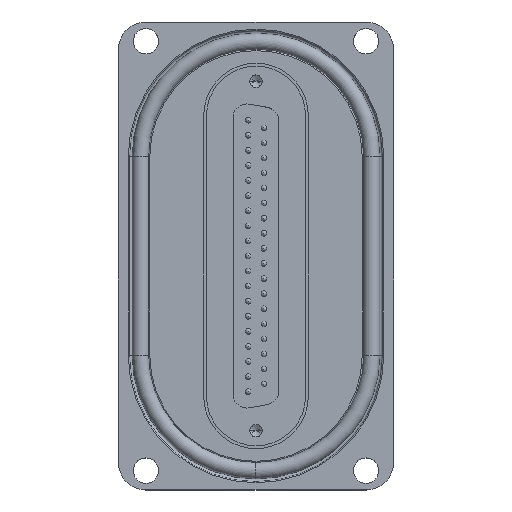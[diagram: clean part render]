
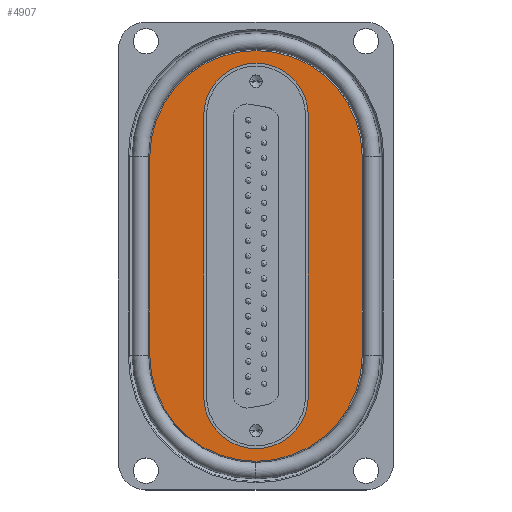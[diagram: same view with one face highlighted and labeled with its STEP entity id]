
A CAD part, top view. The second image highlights one B-rep face of the part: STEP entity #4907.
In plain terms, the highlighted planar face has unit normal (0, 0, 1).
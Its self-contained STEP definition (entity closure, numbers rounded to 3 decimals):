
#4 = CARTESIAN_POINT ( 'NONE',  ( 9.5, 25.5, 10. ) ) ;
#87 = DIRECTION ( 'NONE',  ( 0., 0., 1. ) ) ;
#157 = EDGE_CURVE ( 'NONE', #13551, #3850, #5941, .T. ) ;
#863 = EDGE_CURVE ( 'NONE', #5543, #3897, #7111, .T. ) ;
#1041 = ORIENTED_EDGE ( 'NONE', *, *, #6841, .F. ) ;
#1122 = DIRECTION ( 'NONE',  ( 0., 0., 1. ) ) ;
#1368 = DIRECTION ( 'NONE',  ( 0., 0., 1. ) ) ;
#1479 = CIRCLE ( 'NONE', #4908, 9.5 ) ;
#2328 = EDGE_CURVE ( 'NONE', #14028, #5543, #6608, .T. ) ;
#2373 = VERTEX_POINT ( 'NONE', #6461 ) ;
#2778 = CARTESIAN_POINT ( 'NONE',  ( 19.3, 18., 10. ) ) ;
#2902 = LINE ( 'NONE', #4, #8724 ) ;
#3014 = VECTOR ( 'NONE', #9913, 1000. ) ;
#3094 = FACE_OUTER_BOUND ( 'NONE', #3479, .T. ) ;
#3116 = DIRECTION ( 'NONE',  ( 1., 0., 0. ) ) ;
#3479 = EDGE_LOOP ( 'NONE', ( #7852, #8009, #5472, #9584 ) ) ;
#3850 = VERTEX_POINT ( 'NONE', #5167 ) ;
#3897 = VERTEX_POINT ( 'NONE', #8520 ) ;
#4068 = CARTESIAN_POINT ( 'NONE',  ( -19.3, 18., 10. ) ) ;
#4856 = DIRECTION ( 'NONE',  ( 0., -1., 0. ) ) ;
#4907 = ADVANCED_FACE ( 'NONE', ( #6023, #3094 ), #8580, .T. ) ;
#4908 = AXIS2_PLACEMENT_3D ( 'NONE', #7715, #1122, #8820 ) ;
#5068 = DIRECTION ( 'NONE',  ( 0., 1., 0. ) ) ;
#5122 = CARTESIAN_POINT ( 'NONE',  ( 9.5, 25.5, 10. ) ) ;
#5137 = CIRCLE ( 'NONE', #12476, 19.3 ) ;
#5167 = CARTESIAN_POINT ( 'NONE',  ( -19.3, -18., 10. ) ) ;
#5280 = CARTESIAN_POINT ( 'NONE',  ( 0., 0., 10. ) ) ;
#5356 = DIRECTION ( 'NONE',  ( 0., 0., 1. ) ) ;
#5472 = ORIENTED_EDGE ( 'NONE', *, *, #157, .T. ) ;
#5543 = VERTEX_POINT ( 'NONE', #5789 ) ;
#5789 = CARTESIAN_POINT ( 'NONE',  ( -9.5, 25.5, 10. ) ) ;
#5941 = LINE ( 'NONE', #8954, #3014 ) ;
#6023 = FACE_BOUND ( 'NONE', #10389, .T. ) ;
#6320 = VECTOR ( 'NONE', #5068, 1000. ) ;
#6323 = ORIENTED_EDGE ( 'NONE', *, *, #10604, .F. ) ;
#6391 = AXIS2_PLACEMENT_3D ( 'NONE', #6667, #87, #7764 ) ;
#6461 = CARTESIAN_POINT ( 'NONE',  ( 9.5, -25.5, 10. ) ) ;
#6584 = DIRECTION ( 'NONE',  ( 0., 1., 0. ) ) ;
#6608 = CIRCLE ( 'NONE', #11477, 9.5 ) ;
#6667 = CARTESIAN_POINT ( 'NONE',  ( 0., 18., 10. ) ) ;
#6841 = EDGE_CURVE ( 'NONE', #3897, #2373, #1479, .T. ) ;
#6857 = EDGE_CURVE ( 'NONE', #7181, #13551, #11774, .T. ) ;
#7111 = LINE ( 'NONE', #8178, #12952 ) ;
#7181 = VERTEX_POINT ( 'NONE', #2778 ) ;
#7715 = CARTESIAN_POINT ( 'NONE',  ( 0., -25.5, 10. ) ) ;
#7764 = DIRECTION ( 'NONE',  ( 1., 0., 0. ) ) ;
#7852 = ORIENTED_EDGE ( 'NONE', *, *, #11351, .T. ) ;
#7906 = ORIENTED_EDGE ( 'NONE', *, *, #863, .F. ) ;
#7964 = CARTESIAN_POINT ( 'NONE',  ( 0., -18., 10. ) ) ;
#8009 = ORIENTED_EDGE ( 'NONE', *, *, #6857, .T. ) ;
#8178 = CARTESIAN_POINT ( 'NONE',  ( -9.5, 25.5, 10. ) ) ;
#8266 = VERTEX_POINT ( 'NONE', #13706 ) ;
#8520 = CARTESIAN_POINT ( 'NONE',  ( -9.5, -25.5, 10. ) ) ;
#8580 = PLANE ( 'NONE',  #13427 ) ;
#8724 = VECTOR ( 'NONE', #6584, 1000. ) ;
#8820 = DIRECTION ( 'NONE',  ( 1., 0., 0. ) ) ;
#8954 = CARTESIAN_POINT ( 'NONE',  ( -19.3, 0., 10. ) ) ;
#9059 = DIRECTION ( 'NONE',  ( 1., 0., 0. ) ) ;
#9168 = EDGE_CURVE ( 'NONE', #3850, #8266, #5137, .T. ) ;
#9222 = LINE ( 'NONE', #11620, #6320 ) ;
#9584 = ORIENTED_EDGE ( 'NONE', *, *, #9168, .T. ) ;
#9639 = ORIENTED_EDGE ( 'NONE', *, *, #2328, .F. ) ;
#9685 = DIRECTION ( 'NONE',  ( 0., 0., 1. ) ) ;
#9913 = DIRECTION ( 'NONE',  ( 0., -1., 0. ) ) ;
#10389 = EDGE_LOOP ( 'NONE', ( #9639, #6323, #1041, #7906 ) ) ;
#10604 = EDGE_CURVE ( 'NONE', #2373, #14028, #2902, .T. ) ;
#11351 = EDGE_CURVE ( 'NONE', #8266, #7181, #9222, .T. ) ;
#11477 = AXIS2_PLACEMENT_3D ( 'NONE', #11903, #5356, #13016 ) ;
#11620 = CARTESIAN_POINT ( 'NONE',  ( 19.3, 0., 10. ) ) ;
#11774 = CIRCLE ( 'NONE', #6391, 19.3 ) ;
#11903 = CARTESIAN_POINT ( 'NONE',  ( 0., 25.5, 10. ) ) ;
#12476 = AXIS2_PLACEMENT_3D ( 'NONE', #7964, #1368, #9059 ) ;
#12952 = VECTOR ( 'NONE', #4856, 1000. ) ;
#13016 = DIRECTION ( 'NONE',  ( 1., 0., 0. ) ) ;
#13427 = AXIS2_PLACEMENT_3D ( 'NONE', #5280, #9685, #3116 ) ;
#13551 = VERTEX_POINT ( 'NONE', #4068 ) ;
#13706 = CARTESIAN_POINT ( 'NONE',  ( 19.3, -18., 10. ) ) ;
#14028 = VERTEX_POINT ( 'NONE', #5122 ) ;
